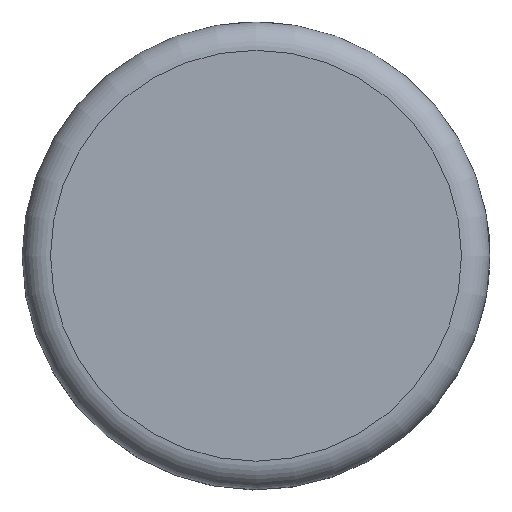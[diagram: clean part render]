
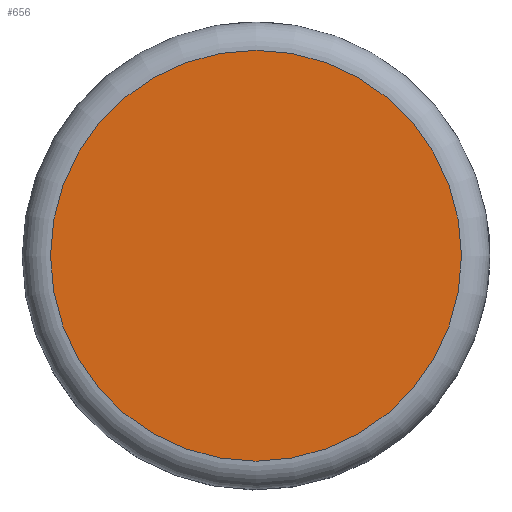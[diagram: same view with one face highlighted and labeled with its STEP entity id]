
A CAD part, top view. The second image highlights one B-rep face of the part: STEP entity #656.
In plain terms, the highlighted planar face has unit normal (0, 0, 1).
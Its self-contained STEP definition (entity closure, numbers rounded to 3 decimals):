
#85=PLANE('',#767);
#128=FACE_OUTER_BOUND('',#187,.T.);
#187=EDGE_LOOP('',(#589));
#276=CIRCLE('',#764,14.5);
#337=VERTEX_POINT('',#1677);
#421=EDGE_CURVE('',#337,#337,#276,.T.);
#589=ORIENTED_EDGE('',*,*,#421,.F.);
#656=ADVANCED_FACE('',(#128),#85,.T.);
#764=AXIS2_PLACEMENT_3D('',#1678,#965,#966);
#767=AXIS2_PLACEMENT_3D('',#1682,#971,#972);
#965=DIRECTION('center_axis',(0.,0.,-1.));
#966=DIRECTION('ref_axis',(1.,0.,0.));
#971=DIRECTION('center_axis',(0.,0.,1.));
#972=DIRECTION('ref_axis',(1.,0.,0.));
#1677=CARTESIAN_POINT('',(-14.5,0.,20.));
#1678=CARTESIAN_POINT('Origin',(0.,0.,20.));
#1682=CARTESIAN_POINT('Origin',(0.,0.,20.));
